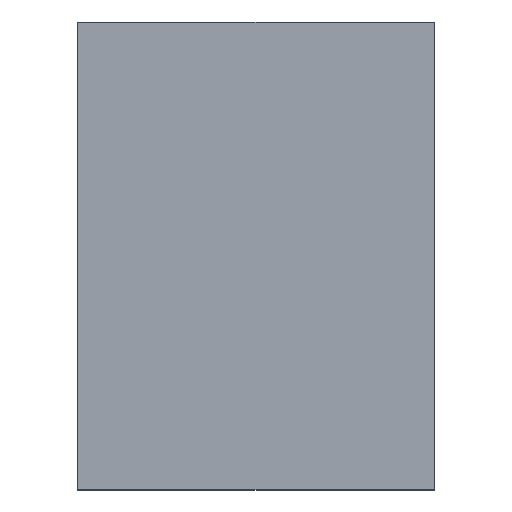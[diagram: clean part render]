
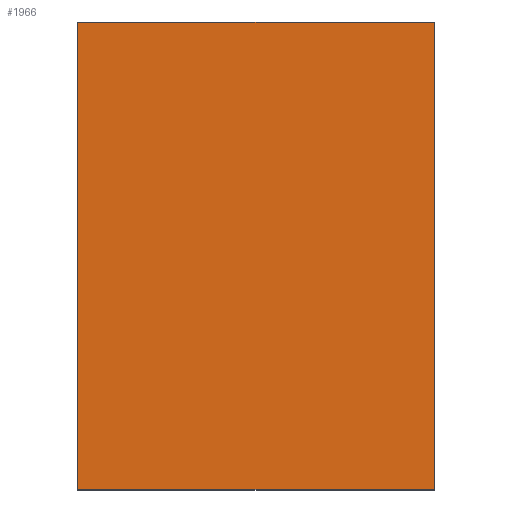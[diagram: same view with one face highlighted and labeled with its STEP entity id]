
A CAD part, top view. The second image highlights one B-rep face of the part: STEP entity #1966.
In plain terms, the highlighted planar face has unit normal (0, 0, 1).
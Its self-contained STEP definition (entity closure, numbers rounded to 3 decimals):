
#677 = VERTEX_POINT('',#678);
#678 = CARTESIAN_POINT('',(8.,-21.,14.));
#684 = EDGE_CURVE('',#677,#685,#687,.T.);
#685 = VERTEX_POINT('',#686);
#686 = CARTESIAN_POINT('',(-8.,-21.,14.));
#687 = LINE('',#688,#689);
#688 = CARTESIAN_POINT('',(8.,-21.,14.));
#689 = VECTOR('',#690,1.);
#690 = DIRECTION('',(-1.,0.,0.));
#1629 = VERTEX_POINT('',#1630);
#1630 = CARTESIAN_POINT('',(8.,0.,14.));
#1636 = EDGE_CURVE('',#1629,#677,#1637,.T.);
#1637 = LINE('',#1638,#1639);
#1638 = CARTESIAN_POINT('',(8.,0.,14.));
#1639 = VECTOR('',#1640,1.);
#1640 = DIRECTION('',(0.,-1.,0.));
#1966 = ADVANCED_FACE('',(#1967),#1985,.T.);
#1967 = FACE_BOUND('',#1968,.F.);
#1968 = EDGE_LOOP('',(#1969,#1977,#1978,#1979));
#1969 = ORIENTED_EDGE('',*,*,#1970,.T.);
#1970 = EDGE_CURVE('',#1971,#1629,#1973,.T.);
#1971 = VERTEX_POINT('',#1972);
#1972 = CARTESIAN_POINT('',(-8.,0.,14.));
#1973 = LINE('',#1974,#1975);
#1974 = CARTESIAN_POINT('',(-8.,0.,14.));
#1975 = VECTOR('',#1976,1.);
#1976 = DIRECTION('',(1.,0.,0.));
#1977 = ORIENTED_EDGE('',*,*,#1636,.T.);
#1978 = ORIENTED_EDGE('',*,*,#684,.T.);
#1979 = ORIENTED_EDGE('',*,*,#1980,.T.);
#1980 = EDGE_CURVE('',#685,#1971,#1981,.T.);
#1981 = LINE('',#1982,#1983);
#1982 = CARTESIAN_POINT('',(-8.,-21.,14.));
#1983 = VECTOR('',#1984,1.);
#1984 = DIRECTION('',(0.,1.,0.));
#1985 = PLANE('',#1986);
#1986 = AXIS2_PLACEMENT_3D('',#1987,#1988,#1989);
#1987 = CARTESIAN_POINT('',(0.,-10.5,14.));
#1988 = DIRECTION('',(0.,0.,1.));
#1989 = DIRECTION('',(1.,0.,0.));
